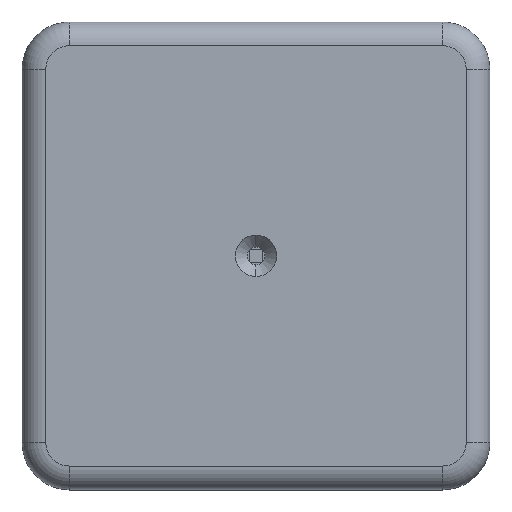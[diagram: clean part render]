
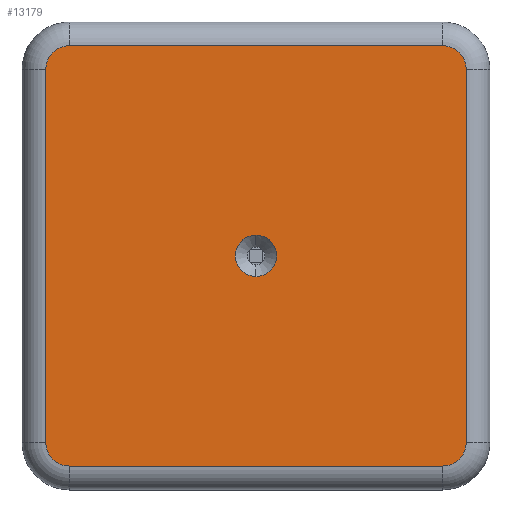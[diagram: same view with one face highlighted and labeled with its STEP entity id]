
A CAD part, top view. The second image highlights one B-rep face of the part: STEP entity #13179.
In plain terms, the highlighted planar face has unit normal (0, 0, 1).
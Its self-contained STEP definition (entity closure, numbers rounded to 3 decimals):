
#463 = ORIENTED_EDGE ( 'NONE', *, *, #8660, .T. ) ;
#579 = LINE ( 'NONE', #3604, #8287 ) ;
#591 = CARTESIAN_POINT ( 'NONE',  ( -47.535, 27.798, 15.25 ) ) ;
#675 = EDGE_CURVE ( 'NONE', #6943, #9335, #11023, .T. ) ;
#884 = CARTESIAN_POINT ( 'NONE',  ( -47.535, -39.202, 15.25 ) ) ;
#891 = VERTEX_POINT ( 'NONE', #591 ) ;
#929 = AXIS2_PLACEMENT_3D ( 'NONE', #10829, #4670, #10902 ) ;
#1075 = CARTESIAN_POINT ( 'NONE',  ( -16.035, -11.202, 15.25 ) ) ;
#1127 = CARTESIAN_POINT ( 'NONE',  ( -47.535, 23.798, 15.25 ) ) ;
#1155 = DIRECTION ( 'NONE',  ( 0., -1., 0. ) ) ;
#1406 = DIRECTION ( 'NONE',  ( 0., 0., 1. ) ) ;
#1599 = CARTESIAN_POINT ( 'NONE',  ( 15.465, -43.202, 15.25 ) ) ;
#1628 = DIRECTION ( 'NONE',  ( 1., 0., 0. ) ) ;
#1676 = CARTESIAN_POINT ( 'NONE',  ( -47.535, 27.798, 15.25 ) ) ;
#1834 = CARTESIAN_POINT ( 'NONE',  ( -55.535, -47.202, 15.25 ) ) ;
#2382 = CARTESIAN_POINT ( 'NONE',  ( -51.535, -39.202, 15.25 ) ) ;
#2385 = DIRECTION ( 'NONE',  ( 0., -1., 0. ) ) ;
#2577 = DIRECTION ( 'NONE',  ( 0., 1., 0. ) ) ;
#2639 = LINE ( 'NONE', #13406, #9500 ) ;
#2870 = DIRECTION ( 'NONE',  ( 0., -1., 0. ) ) ;
#3452 = AXIS2_PLACEMENT_3D ( 'NONE', #884, #9430, #1155 ) ;
#3604 = CARTESIAN_POINT ( 'NONE',  ( 15.465, -43.202, 15.25 ) ) ;
#3791 = PLANE ( 'NONE',  #3967 ) ;
#3967 = AXIS2_PLACEMENT_3D ( 'NONE', #1834, #8065, #10159 ) ;
#4008 = ORIENTED_EDGE ( 'NONE', *, *, #4978, .T. ) ;
#4200 = EDGE_CURVE ( 'NONE', #5330, #9767, #8721, .T. ) ;
#4361 = AXIS2_PLACEMENT_3D ( 'NONE', #1127, #1406, #2385 ) ;
#4496 = DIRECTION ( 'NONE',  ( 0., -1., 0. ) ) ;
#4642 = CARTESIAN_POINT ( 'NONE',  ( -51.535, 23.798, 15.25 ) ) ;
#4670 = DIRECTION ( 'NONE',  ( 0., 0., 1. ) ) ;
#4978 = EDGE_CURVE ( 'NONE', #13496, #8735, #579, .T. ) ;
#5330 = VERTEX_POINT ( 'NONE', #13230 ) ;
#5457 = VERTEX_POINT ( 'NONE', #8056 ) ;
#5579 = ORIENTED_EDGE ( 'NONE', *, *, #11326, .T. ) ;
#5675 = EDGE_CURVE ( 'NONE', #6493, #7422, #13085, .T. ) ;
#5800 = CARTESIAN_POINT ( 'NONE',  ( -51.535, -39.202, 15.25 ) ) ;
#5809 = DIRECTION ( 'NONE',  ( -1., 0., 0. ) ) ;
#5815 = DIRECTION ( 'NONE',  ( 0., 0., 1. ) ) ;
#6015 = LINE ( 'NONE', #1676, #6618 ) ;
#6097 = EDGE_CURVE ( 'NONE', #8735, #5457, #12325, .T. ) ;
#6127 = AXIS2_PLACEMENT_3D ( 'NONE', #10288, #12455, #2870 ) ;
#6493 = VERTEX_POINT ( 'NONE', #4642 ) ;
#6618 = VECTOR ( 'NONE', #5809, 1000. ) ;
#6791 = AXIS2_PLACEMENT_3D ( 'NONE', #11676, #12940, #10563 ) ;
#6943 = VERTEX_POINT ( 'NONE', #1075 ) ;
#7023 = CIRCLE ( 'NONE', #6127, 3.5 ) ;
#7094 = ORIENTED_EDGE ( 'NONE', *, *, #675, .F. ) ;
#7422 = VERTEX_POINT ( 'NONE', #2382 ) ;
#7595 = AXIS2_PLACEMENT_3D ( 'NONE', #8978, #5815, #4496 ) ;
#7713 = CARTESIAN_POINT ( 'NONE',  ( -47.535, -43.202, 15.25 ) ) ;
#7736 = ORIENTED_EDGE ( 'NONE', *, *, #4200, .T. ) ;
#7865 = VECTOR ( 'NONE', #11967, 1000. ) ;
#8056 = CARTESIAN_POINT ( 'NONE',  ( 19.465, -39.202, 15.25 ) ) ;
#8065 = DIRECTION ( 'NONE',  ( 0., 0., 1. ) ) ;
#8287 = VECTOR ( 'NONE', #1628, 1000. ) ;
#8319 = ORIENTED_EDGE ( 'NONE', *, *, #10402, .T. ) ;
#8348 = ORIENTED_EDGE ( 'NONE', *, *, #10019, .F. ) ;
#8406 = EDGE_LOOP ( 'NONE', ( #4008, #11028, #8319, #7736, #12794, #463, #11403, #5579 ) ) ;
#8628 = CIRCLE ( 'NONE', #3452, 4. ) ;
#8660 = EDGE_CURVE ( 'NONE', #891, #6493, #10401, .T. ) ;
#8721 = CIRCLE ( 'NONE', #7595, 4. ) ;
#8735 = VERTEX_POINT ( 'NONE', #1599 ) ;
#8745 = EDGE_CURVE ( 'NONE', #9767, #891, #6015, .T. ) ;
#8978 = CARTESIAN_POINT ( 'NONE',  ( 15.465, 23.798, 15.25 ) ) ;
#9124 = FACE_OUTER_BOUND ( 'NONE', #8406, .T. ) ;
#9335 = VERTEX_POINT ( 'NONE', #12436 ) ;
#9405 = CARTESIAN_POINT ( 'NONE',  ( 15.465, 27.798, 15.25 ) ) ;
#9430 = DIRECTION ( 'NONE',  ( 0., 0., 1. ) ) ;
#9500 = VECTOR ( 'NONE', #2577, 1000. ) ;
#9767 = VERTEX_POINT ( 'NONE', #9405 ) ;
#10019 = EDGE_CURVE ( 'NONE', #9335, #6943, #7023, .T. ) ;
#10093 = FACE_BOUND ( 'NONE', #10467, .T. ) ;
#10159 = DIRECTION ( 'NONE',  ( 0., -1., 0. ) ) ;
#10288 = CARTESIAN_POINT ( 'NONE',  ( -16.035, -7.702, 15.25 ) ) ;
#10401 = CIRCLE ( 'NONE', #4361, 4. ) ;
#10402 = EDGE_CURVE ( 'NONE', #5457, #5330, #2639, .T. ) ;
#10467 = EDGE_LOOP ( 'NONE', ( #7094, #8348 ) ) ;
#10563 = DIRECTION ( 'NONE',  ( 0., -1., 0. ) ) ;
#10829 = CARTESIAN_POINT ( 'NONE',  ( 15.465, -39.202, 15.25 ) ) ;
#10902 = DIRECTION ( 'NONE',  ( 0., -1., 0. ) ) ;
#11023 = CIRCLE ( 'NONE', #6791, 3.5 ) ;
#11028 = ORIENTED_EDGE ( 'NONE', *, *, #6097, .T. ) ;
#11326 = EDGE_CURVE ( 'NONE', #7422, #13496, #8628, .T. ) ;
#11403 = ORIENTED_EDGE ( 'NONE', *, *, #5675, .T. ) ;
#11676 = CARTESIAN_POINT ( 'NONE',  ( -16.035, -7.702, 15.25 ) ) ;
#11967 = DIRECTION ( 'NONE',  ( 0., -1., 0. ) ) ;
#12325 = CIRCLE ( 'NONE', #929, 4. ) ;
#12436 = CARTESIAN_POINT ( 'NONE',  ( -16.035, -4.202, 15.25 ) ) ;
#12455 = DIRECTION ( 'NONE',  ( 0., 0., 1. ) ) ;
#12794 = ORIENTED_EDGE ( 'NONE', *, *, #8745, .T. ) ;
#12940 = DIRECTION ( 'NONE',  ( 0., 0., 1. ) ) ;
#13085 = LINE ( 'NONE', #5800, #7865 ) ;
#13179 = ADVANCED_FACE ( 'NONE', ( #10093, #9124 ), #3791, .T. ) ;
#13230 = CARTESIAN_POINT ( 'NONE',  ( 19.465, 23.798, 15.25 ) ) ;
#13406 = CARTESIAN_POINT ( 'NONE',  ( 19.465, 23.798, 15.25 ) ) ;
#13496 = VERTEX_POINT ( 'NONE', #7713 ) ;
